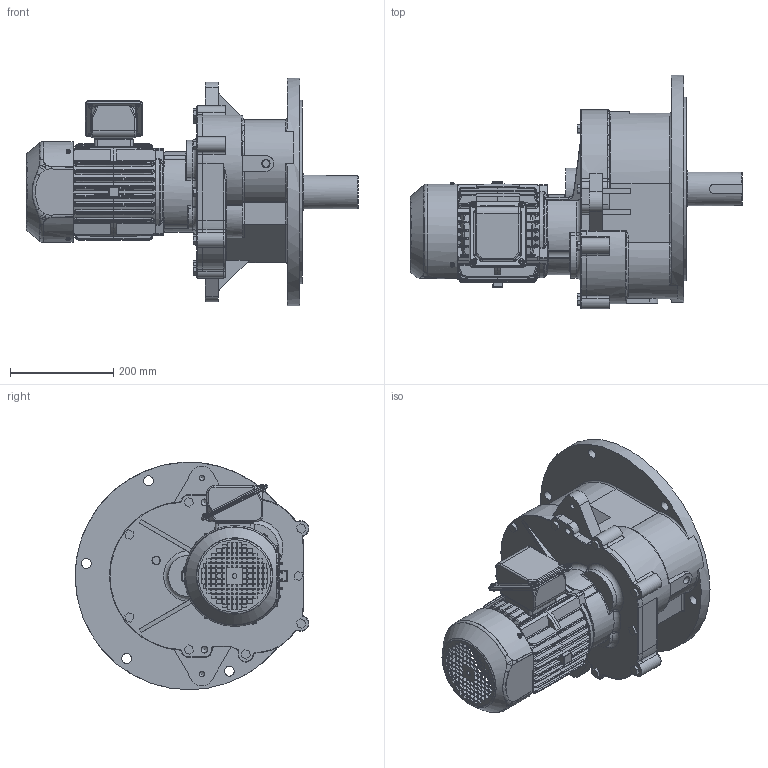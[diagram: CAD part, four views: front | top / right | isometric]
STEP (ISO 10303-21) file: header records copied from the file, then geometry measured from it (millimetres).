
FILE_DESCRIPTION (( 'STEP AP214' ), '1' );
FILE_NAME ('EK2DO07783H001_F1VM23_1.5kw_R100.stp', '2022-07-05T00:20:38', ( 'Windows 餌辨濠' ), ( '' ), 'SwSTEP 2.0', 'SolidWorks 2021', '' );
FILE_SCHEMA (( 'AUTOMOTIVE_DESIGN' ));
Length unit declared in the file: millimetre
Products named in the file (1): EK2DO07783H001_F1VM23_1.5kw_R100
Bounding box: 642.1 x 451.98 x 440 mm (x, y, z)
Volume: 23798928.3 mm3; surface area: 1312703.9 mm2
Topology: 16 solids, 24 shells, 3043 faces, 7958 edges, 4995 vertices
Faces by surface type: cylinder 1198, plane 1176, bspline 450, torus 119, cone 64, sphere 36
Full cylindrical faces by diameter (mm): 2.7 x2, 4.917 x8, 5 x3, 6 x8, 6.647 x12, 7 x8, 8 x4, 9 x4, 10 x9, 10.2 x11, 10.5 x4, 13 x2, 14 x9, 14.3 x1, 19 x6, 20 x1, 40 x1, 45 x1, 65 x1, 70 x1, 86 x1, 100 x1, 161 x2, 335 x1, 355 x1, 440 x1
Entity records: 111562 total; most frequent: CARTESIAN_POINT 39428, ORIENTED_EDGE 15430, DIRECTION 14038, EDGE_CURVE 7715, AXIS2_PLACEMENT_3D 5129, VERTEX_POINT 4922, VECTOR 3780, LINE 3780
